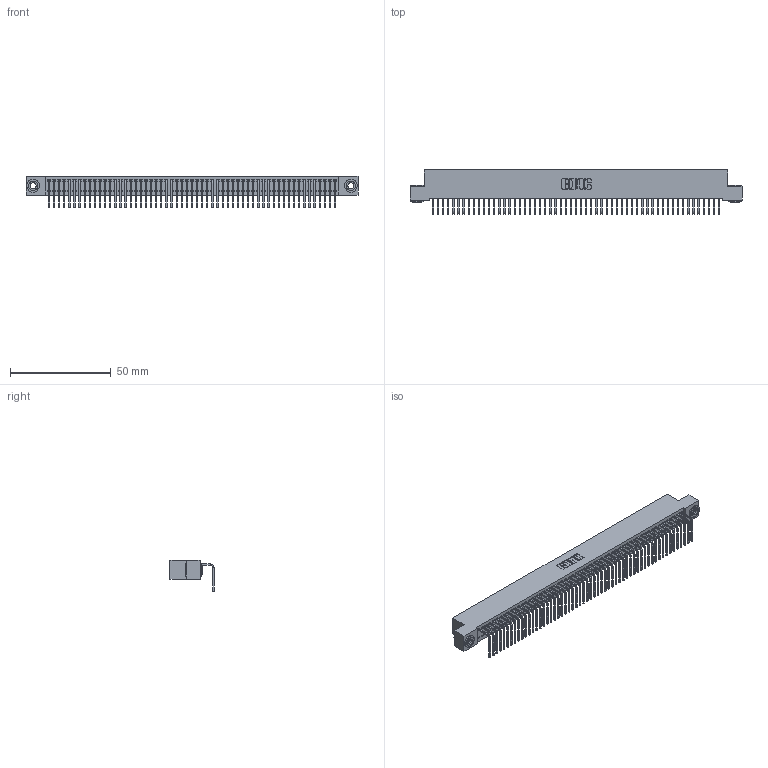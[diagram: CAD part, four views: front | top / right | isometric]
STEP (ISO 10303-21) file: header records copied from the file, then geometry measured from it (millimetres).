
FILE_DESCRIPTION (( 'STEP AP203' ), '1' );
FILE_NAME ('392-057-558-103.STEP', '2019-10-08T16:03:17', ( '' ), ( '' ), 'SwSTEP 2.0', 'SolidWorks 2016', '' );
FILE_SCHEMA (( 'CONFIG_CONTROL_DESIGN' ));
Length unit declared in the file: inch
Products named in the file (4): 342-250-002_345-250-002-102; 392-057-558-103; 342 Part_.156 TH; 345-292-001_558 Tail - 2
Assembly tree (60 placements, depth 2):
  392-057-558-103
    342 Part_.156 TH
    345-292-001_558 Tail - 2  x57
    342-250-002_345-250-002-102  x2
Bounding box: 165.1 x 21.91 x 15.62 mm (x, y, z)
Volume: 14744 mm3; surface area: 23235.6 mm2
Topology: 60 solids, 60 shells, 3568 faces, 10749 edges, 7086 vertices
Faces by surface type: plane 2584, cylinder 976, cone 8
Entity records: 33508 total; most frequent: CARTESIAN_POINT 5756, ORIENTED_EDGE 5742, DIRECTION 4859, EDGE_CURVE 2871, VECTOR 2719, LINE 2719, VERTEX_POINT 1910, AXIS2_PLACEMENT_3D 1070
